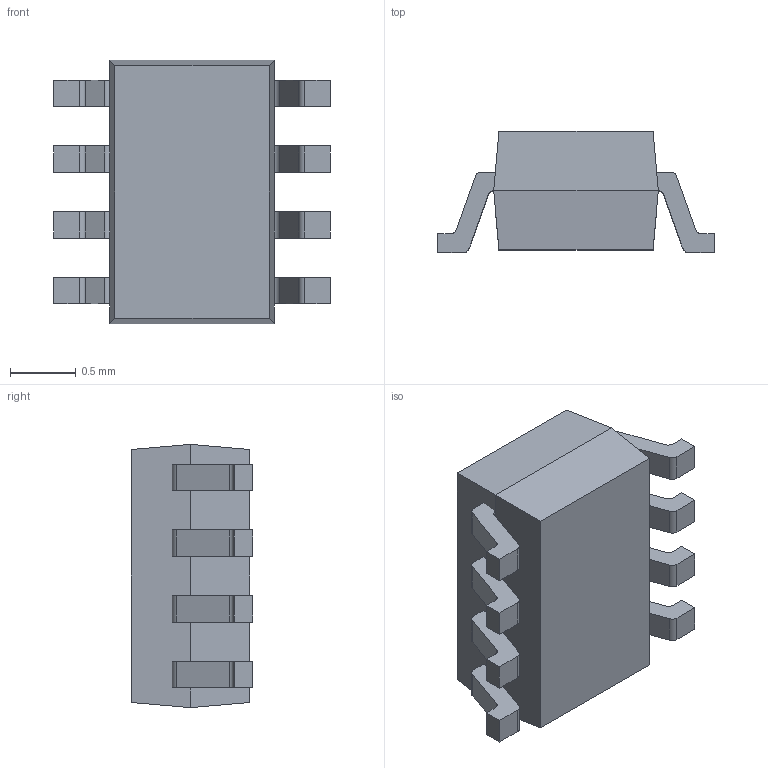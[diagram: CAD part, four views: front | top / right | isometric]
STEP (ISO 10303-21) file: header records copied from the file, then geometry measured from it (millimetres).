
FILE_DESCRIPTION (( 'STEP AP214' ), '1' );
FILE_NAME ('User Library-SC 70-8.STEP', '2015-10-11T23:28:02', ( 'Windows User' ), ( '' ), 'SwSTEP 2.0', 'SolidWorks 2015', '' );
FILE_SCHEMA (( 'AUTOMOTIVE_DESIGN' ));
Length unit declared in the file: millimetre
Products named in the file (1): User Library-SC 70-8
Bounding box: 2.1 x 0.92 x 2 mm (x, y, z)
Volume: 2.3 mm3; surface area: 15.2 mm2
Topology: 2 solids, 2 shells, 107 faces, 302 edges, 200 vertices
Faces by surface type: plane 73, cylinder 32, cone 2
Entity records: 3638 total; most frequent: CARTESIAN_POINT 610, ORIENTED_EDGE 604, DIRECTION 586, EDGE_CURVE 302, VECTOR 234, LINE 234, VERTEX_POINT 200, AXIS2_PLACEMENT_3D 176
